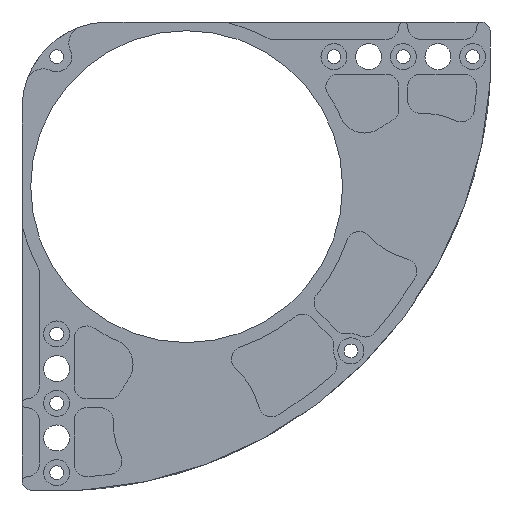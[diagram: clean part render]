
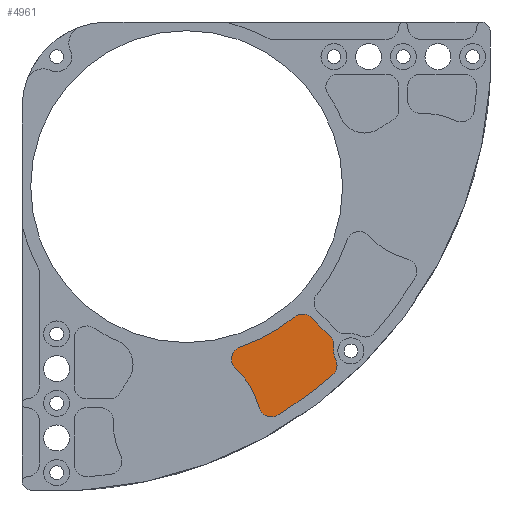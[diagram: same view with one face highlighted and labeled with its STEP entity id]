
A CAD part, front view. The second image highlights one B-rep face of the part: STEP entity #4961.
In plain terms, the highlighted planar face has unit normal (0, -1, 0).
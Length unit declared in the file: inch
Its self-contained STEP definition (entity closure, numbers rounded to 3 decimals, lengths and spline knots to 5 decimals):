
#33 = EDGE_CURVE ( 'NONE', #509, #4774, #5113, .T. ) ;
#257 = DIRECTION ( 'NONE',  ( 0., 0., 1. ) ) ;
#268 = ORIENTED_EDGE ( 'NONE', *, *, #2756, .T. ) ;
#338 = VECTOR ( 'NONE', #2118, 39.37008 ) ;
#509 = VERTEX_POINT ( 'NONE', #3611 ) ;
#570 = CARTESIAN_POINT ( 'NONE',  ( 2.06957, 0.06373, -2.15796 ) ) ;
#577 = AXIS2_PLACEMENT_3D ( 'NONE', #2502, #3670, #3239 ) ;
#610 = DIRECTION ( 'NONE',  ( 0., 0., 1. ) ) ;
#738 = CARTESIAN_POINT ( 'NONE',  ( 0., 0.06373, 0. ) ) ;
#811 = EDGE_CURVE ( 'NONE', #1440, #1637, #2183, .T. ) ;
#836 = AXIS2_PLACEMENT_3D ( 'NONE', #738, #2002, #3662 ) ;
#860 = CARTESIAN_POINT ( 'NONE',  ( 1.55159, 0.06373, -1.87989 ) ) ;
#867 = CIRCLE ( 'NONE', #3659, 0.25 ) ;
#880 = DIRECTION ( 'NONE',  ( 0., 0., 1. ) ) ;
#915 = EDGE_CURVE ( 'NONE', #1793, #1416, #3090, .T. ) ;
#976 = ORIENTED_EDGE ( 'NONE', *, *, #1750, .T. ) ;
#980 = CARTESIAN_POINT ( 'NONE',  ( 1.93699, 0.06373, -2.29054 ) ) ;
#1133 = ORIENTED_EDGE ( 'NONE', *, *, #2728, .T. ) ;
#1223 = DIRECTION ( 'NONE',  ( 0., 0., 1. ) ) ;
#1265 = CARTESIAN_POINT ( 'NONE',  ( -0.04419, 0.06373, -0.04419 ) ) ;
#1275 = AXIS2_PLACEMENT_3D ( 'NONE', #3808, #1734, #3399 ) ;
#1373 = EDGE_CURVE ( 'NONE', #1637, #2559, #867, .T. ) ;
#1416 = VERTEX_POINT ( 'NONE', #5390 ) ;
#1424 = CARTESIAN_POINT ( 'NONE',  ( 1.67094, 0.06373, -2.02449 ) ) ;
#1440 = VERTEX_POINT ( 'NONE', #3023 ) ;
#1532 = DIRECTION ( 'NONE',  ( 0., 1., 0. ) ) ;
#1569 = CARTESIAN_POINT ( 'NONE',  ( -1.875, 0.06373, 1.875 ) ) ;
#1585 = DIRECTION ( 'NONE',  ( 0., 0., 1. ) ) ;
#1592 = CARTESIAN_POINT ( 'NONE',  ( 2.12155, 0.06373, -2.32358 ) ) ;
#1637 = VERTEX_POINT ( 'NONE', #3727 ) ;
#1694 = AXIS2_PLACEMENT_3D ( 'NONE', #2437, #1532, #1585 ) ;
#1734 = DIRECTION ( 'NONE',  ( 0., -1., 0. ) ) ;
#1750 = EDGE_CURVE ( 'NONE', #4673, #2947, #2526, .T. ) ;
#1761 = DIRECTION ( 'NONE',  ( 0., 1., 0. ) ) ;
#1781 = ORIENTED_EDGE ( 'NONE', *, *, #811, .T. ) ;
#1793 = VERTEX_POINT ( 'NONE', #4629 ) ;
#1809 = AXIS2_PLACEMENT_3D ( 'NONE', #3913, #2743, #610 ) ;
#1871 = DIRECTION ( 'NONE',  ( 0., -1., 0. ) ) ;
#2002 = DIRECTION ( 'NONE',  ( 0., 1., 0. ) ) ;
#2042 = CARTESIAN_POINT ( 'NONE',  ( 1.3201, 0.06373, -3.29043 ) ) ;
#2068 = AXIS2_PLACEMENT_3D ( 'NONE', #980, #4213, #880 ) ;
#2116 = CIRCLE ( 'NONE', #5168, 6.07374 ) ;
#2118 = DIRECTION ( 'NONE',  ( -0.707, 0., 0.707 ) ) ;
#2121 = EDGE_LOOP ( 'NONE', ( #3076, #3762, #5192, #1781, #3644, #1133, #976, #268, #3541, #3432, #4405 ) ) ;
#2173 = CARTESIAN_POINT ( 'NONE',  ( 0., 0.06373, 0. ) ) ;
#2183 = CIRCLE ( 'NONE', #2706, 0.1875 ) ;
#2309 = DIRECTION ( 'NONE',  ( 0., 0., 1. ) ) ;
#2427 = EDGE_CURVE ( 'NONE', #1440, #3896, #2116, .T. ) ;
#2437 = CARTESIAN_POINT ( 'NONE',  ( 0.0063, 0.06373, -3.42399 ) ) ;
#2502 = CARTESIAN_POINT ( 'NONE',  ( 0.83539, 0.06373, -2.48852 ) ) ;
#2526 = LINE ( 'NONE', #1265, #338 ) ;
#2559 = VERTEX_POINT ( 'NONE', #1592 ) ;
#2651 = DIRECTION ( 'NONE',  ( 0., -1., 0. ) ) ;
#2675 = CIRCLE ( 'NONE', #2068, 0.1875 ) ;
#2706 = AXIS2_PLACEMENT_3D ( 'NONE', #3061, #2651, #5145 ) ;
#2728 = EDGE_CURVE ( 'NONE', #2559, #4673, #2675, .T. ) ;
#2743 = DIRECTION ( 'NONE',  ( 0., -1., 0. ) ) ;
#2756 = EDGE_CURVE ( 'NONE', #2947, #509, #5305, .T. ) ;
#2762 = AXIS2_PLACEMENT_3D ( 'NONE', #1424, #1871, #257 ) ;
#2850 = CARTESIAN_POINT ( 'NONE',  ( 1.80352, 0.06373, -1.89191 ) ) ;
#2905 = VERTEX_POINT ( 'NONE', #4815 ) ;
#2945 = EDGE_CURVE ( 'NONE', #4774, #2905, #3888, .T. ) ;
#2947 = VERTEX_POINT ( 'NONE', #2850 ) ;
#3023 = CARTESIAN_POINT ( 'NONE',  ( 2.10383, 0.06373, -2.71404 ) ) ;
#3061 = CARTESIAN_POINT ( 'NONE',  ( 1.981, 0.06373, -2.57237 ) ) ;
#3076 = ORIENTED_EDGE ( 'NONE', *, *, #915, .T. ) ;
#3090 = CIRCLE ( 'NONE', #1694, 1.0625 ) ;
#3239 = DIRECTION ( 'NONE',  ( 0., 0., 1. ) ) ;
#3304 = CARTESIAN_POINT ( 'NONE',  ( 2.36764, 0.06373, -2.36764 ) ) ;
#3399 = DIRECTION ( 'NONE',  ( 0., 0., 1. ) ) ;
#3427 = DIRECTION ( 'NONE',  ( 0., 0., 1. ) ) ;
#3432 = ORIENTED_EDGE ( 'NONE', *, *, #2945, .T. ) ;
#3541 = ORIENTED_EDGE ( 'NONE', *, *, #33, .T. ) ;
#3611 = CARTESIAN_POINT ( 'NONE',  ( 1.67094, 0.06373, -1.83699 ) ) ;
#3644 = ORIENTED_EDGE ( 'NONE', *, *, #1373, .T. ) ;
#3659 = AXIS2_PLACEMENT_3D ( 'NONE', #3304, #4113, #1223 ) ;
#3662 = DIRECTION ( 'NONE',  ( 0., 0., 1. ) ) ;
#3670 = DIRECTION ( 'NONE',  ( 0., -1., 0. ) ) ;
#3727 = CARTESIAN_POINT ( 'NONE',  ( 2.1467, 0.06373, -2.48463 ) ) ;
#3762 = ORIENTED_EDGE ( 'NONE', *, *, #5077, .T. ) ;
#3808 = CARTESIAN_POINT ( 'NONE',  ( 1.67094, 0.06373, -2.02449 ) ) ;
#3810 = FACE_OUTER_BOUND ( 'NONE', #2121, .T. ) ;
#3888 = CIRCLE ( 'NONE', #836, 2.4375 ) ;
#3894 = AXIS2_PLACEMENT_3D ( 'NONE', #2173, #1761, #3427 ) ;
#3896 = VERTEX_POINT ( 'NONE', #2042 ) ;
#3913 = CARTESIAN_POINT ( 'NONE',  ( 1.22147, 0.06373, -3.13097 ) ) ;
#3942 = DIRECTION ( 'NONE',  ( 0., 1., 0. ) ) ;
#4113 = DIRECTION ( 'NONE',  ( 0., 1., 0. ) ) ;
#4213 = DIRECTION ( 'NONE',  ( 0., -1., 0. ) ) ;
#4405 = ORIENTED_EDGE ( 'NONE', *, *, #4700, .T. ) ;
#4629 = CARTESIAN_POINT ( 'NONE',  ( 0.71103, 0.06373, -2.62884 ) ) ;
#4654 = PLANE ( 'NONE',  #3894 ) ;
#4673 = VERTEX_POINT ( 'NONE', #570 ) ;
#4700 = EDGE_CURVE ( 'NONE', #2905, #1793, #5203, .T. ) ;
#4774 = VERTEX_POINT ( 'NONE', #860 ) ;
#4815 = CARTESIAN_POINT ( 'NONE',  ( 0.77572, 0.06373, -2.31077 ) ) ;
#4961 = ADVANCED_FACE ( 'NONE', ( #3810 ), #4654, .F. ) ;
#5077 = EDGE_CURVE ( 'NONE', #1416, #3896, #5306, .T. ) ;
#5113 = CIRCLE ( 'NONE', #2762, 0.1875 ) ;
#5145 = DIRECTION ( 'NONE',  ( 0., 0., 1. ) ) ;
#5168 = AXIS2_PLACEMENT_3D ( 'NONE', #1569, #3942, #2309 ) ;
#5192 = ORIENTED_EDGE ( 'NONE', *, *, #2427, .F. ) ;
#5203 = CIRCLE ( 'NONE', #577, 0.1875 ) ;
#5305 = CIRCLE ( 'NONE', #1275, 0.1875 ) ;
#5306 = CIRCLE ( 'NONE', #1809, 0.1875 ) ;
#5390 = CARTESIAN_POINT ( 'NONE',  ( 1.03919, 0.06373, -3.17492 ) ) ;
